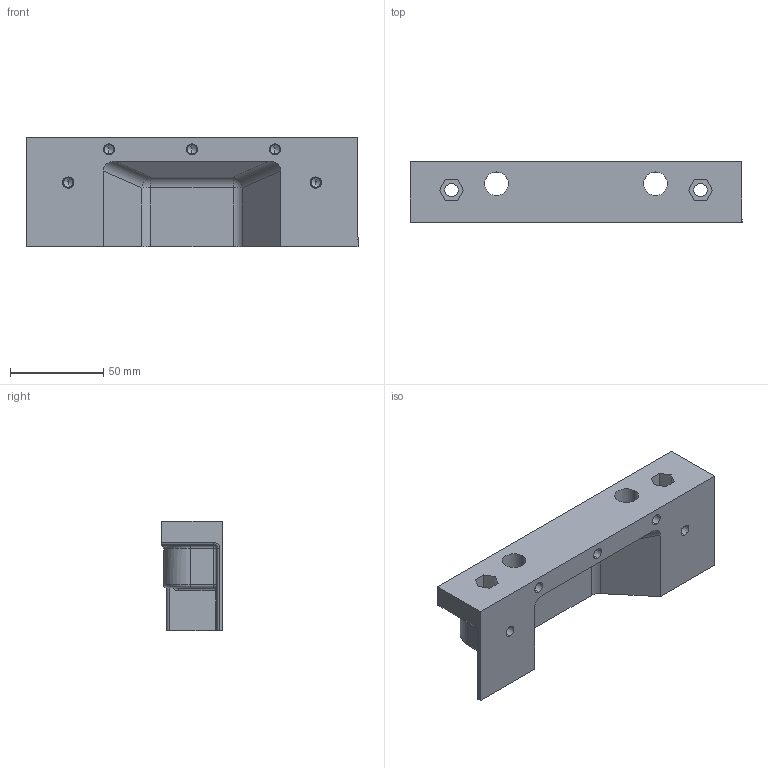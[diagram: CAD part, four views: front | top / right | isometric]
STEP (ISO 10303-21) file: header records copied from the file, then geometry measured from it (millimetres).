
FILE_DESCRIPTION (( 'STEP AP214' ), '1' );
FILE_NAME ('HUD Panel AFT Support.STEP', '2021-02-06T23:25:07', ( '' ), ( '' ), 'SwSTEP 2.0', 'SolidWorks 2019', '' );
FILE_SCHEMA (( 'AUTOMOTIVE_DESIGN' ));
Length unit declared in the file: inch
Products named in the file (1): HUD Panel AFT Support
Bounding box: 177.8 x 32.57 x 58.4 mm (x, y, z)
Volume: 156905.7 mm3; surface area: 42632.9 mm2
Topology: 1 solids, 1 shells, 142 faces, 347 edges, 203 vertices
Faces by surface type: cylinder 53, plane 43, cone 20, torus 18, sphere 4, bspline 4
Entity records: 4273 total; most frequent: CARTESIAN_POINT 899, DIRECTION 747, ORIENTED_EDGE 662, EDGE_CURVE 331, AXIS2_PLACEMENT_3D 287, VERTEX_POINT 203, VECTOR 173, LINE 173
